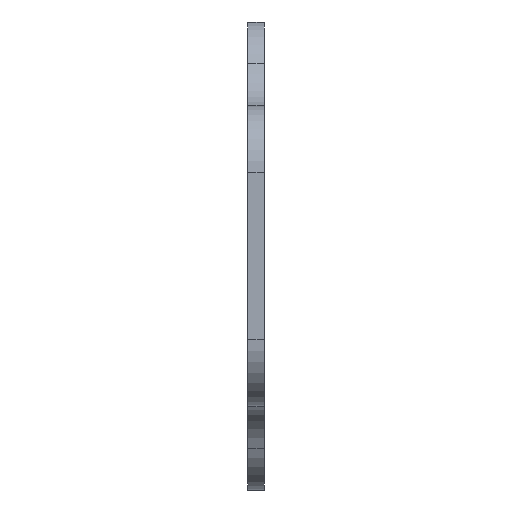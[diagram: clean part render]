
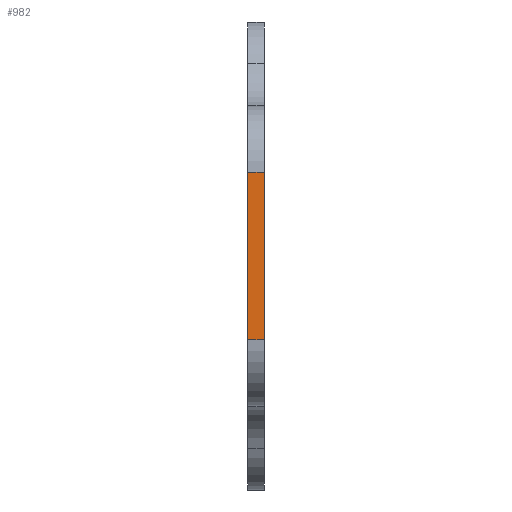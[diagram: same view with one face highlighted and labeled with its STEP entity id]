
A CAD part, left-side view. The second image highlights one B-rep face of the part: STEP entity #982.
In plain terms, the highlighted planar face has unit normal (-1, 0, 0).
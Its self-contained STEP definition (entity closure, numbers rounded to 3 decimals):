
#11 = EDGE_CURVE ( 'NONE', #2030, #4181, #944, .T. ) ;
#25 = DIRECTION ( 'NONE',  ( 0., -1., 0. ) ) ;
#55 = CARTESIAN_POINT ( 'NONE',  ( 0., 5., -25. ) ) ;
#383 = DIRECTION ( 'NONE',  ( 1., 0., 0. ) ) ;
#854 = DIRECTION ( 'NONE',  ( 0., 0., 1. ) ) ;
#874 = DIRECTION ( 'NONE',  ( 0., -1., 0. ) ) ;
#944 = LINE ( 'NONE', #4766, #5328 ) ;
#982 = ADVANCED_FACE ( 'NONE', ( #5010 ), #1634, .F. ) ;
#1095 = LINE ( 'NONE', #1735, #3800 ) ;
#1216 = ORIENTED_EDGE ( 'NONE', *, *, #11, .F. ) ;
#1223 = ORIENTED_EDGE ( 'NONE', *, *, #2566, .F. ) ;
#1371 = AXIS2_PLACEMENT_3D ( 'NONE', #5448, #383, #3324 ) ;
#1634 = PLANE ( 'NONE',  #1371 ) ;
#1735 = CARTESIAN_POINT ( 'NONE',  ( 0., 5., -25. ) ) ;
#1844 = CARTESIAN_POINT ( 'NONE',  ( 0., 0., 25. ) ) ;
#1867 = ORIENTED_EDGE ( 'NONE', *, *, #4530, .T. ) ;
#2030 = VERTEX_POINT ( 'NONE', #3574 ) ;
#2097 = VECTOR ( 'NONE', #5257, 1000. ) ;
#2482 = CARTESIAN_POINT ( 'NONE',  ( 0., 5., 25. ) ) ;
#2566 = EDGE_CURVE ( 'NONE', #3150, #2030, #4902, .T. ) ;
#2640 = VECTOR ( 'NONE', #854, 1000. ) ;
#2881 = VERTEX_POINT ( 'NONE', #5421 ) ;
#2890 = LINE ( 'NONE', #1844, #2097 ) ;
#3083 = EDGE_LOOP ( 'NONE', ( #1867, #1216, #1223, #4218 ) ) ;
#3150 = VERTEX_POINT ( 'NONE', #55 ) ;
#3324 = DIRECTION ( 'NONE',  ( 0., 0., -1. ) ) ;
#3574 = CARTESIAN_POINT ( 'NONE',  ( 0., 5., 25. ) ) ;
#3800 = VECTOR ( 'NONE', #874, 1000. ) ;
#4181 = VERTEX_POINT ( 'NONE', #5481 ) ;
#4218 = ORIENTED_EDGE ( 'NONE', *, *, #5116, .T. ) ;
#4530 = EDGE_CURVE ( 'NONE', #2881, #4181, #2890, .T. ) ;
#4766 = CARTESIAN_POINT ( 'NONE',  ( 0., 5., 25. ) ) ;
#4902 = LINE ( 'NONE', #2482, #2640 ) ;
#5010 = FACE_OUTER_BOUND ( 'NONE', #3083, .T. ) ;
#5116 = EDGE_CURVE ( 'NONE', #3150, #2881, #1095, .T. ) ;
#5257 = DIRECTION ( 'NONE',  ( 0., 0., 1. ) ) ;
#5328 = VECTOR ( 'NONE', #25, 1000. ) ;
#5421 = CARTESIAN_POINT ( 'NONE',  ( 0., 0., -25. ) ) ;
#5448 = CARTESIAN_POINT ( 'NONE',  ( 0., 5., 25. ) ) ;
#5481 = CARTESIAN_POINT ( 'NONE',  ( 0., 0., 25. ) ) ;
